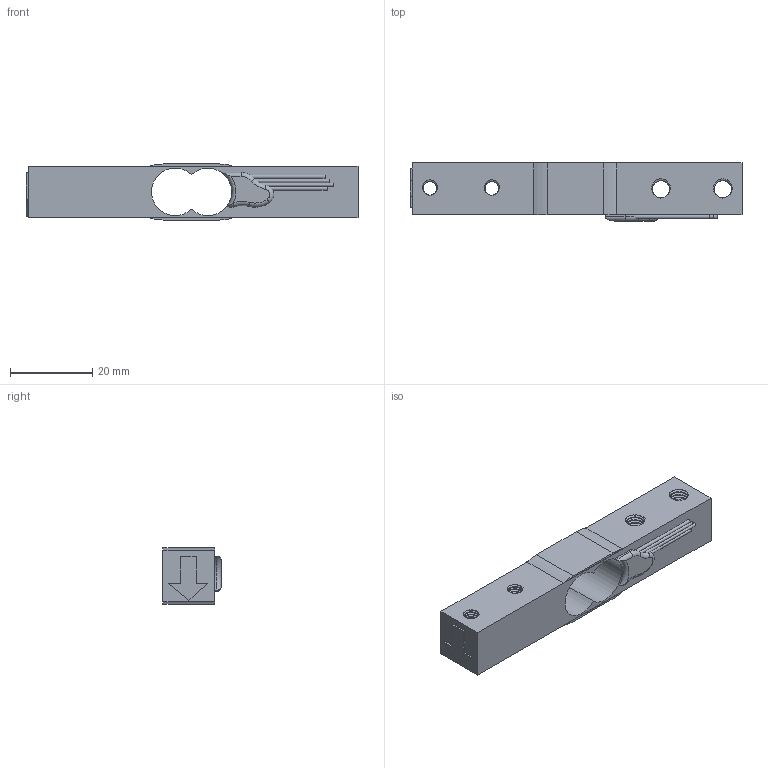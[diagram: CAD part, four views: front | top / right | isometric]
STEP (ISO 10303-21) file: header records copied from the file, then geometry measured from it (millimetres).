
FILE_DESCRIPTION(/* description */ (''),/* implementation_level */ '2;1');
FILE_NAME(/* name */ '1Kg Load cell v3.step',/* time_stamp */ '2021-08-24T23:07:20-04:00',/* author */ (''),/* organization */ (''),/* preprocessor_version */ 'ST-DEVELOPER v18.1',/* originating_system */ 'Autodesk Translation Framework v10.10.0.1391',/* authorisation */ '');
FILE_SCHEMA (('AUTOMOTIVE_DESIGN { 1 0 10303 214 3 1 1 }'));
Length unit declared in the file: millimetre
Products named in the file (7): 1Kg Load cell; white material; arrow; black wire; green wire; white wire; Red wire
Assembly tree (6 placements, depth 2):
  1Kg Load cell
    white material
    arrow
    black wire
    green wire
    white wire
    Red wire
Bounding box: 80.5 x 14.1 x 13.6 mm (x, y, z)
Volume: 10042.8 mm3; surface area: 7156.3 mm2
Topology: 9 solids, 9 shells, 212 faces, 574 edges, 380 vertices
Faces by surface type: cylinder 162, plane 35, bspline 8, torus 7
Full cylindrical faces by diameter (mm): 0.8 x3, 3.332 x18, 4.109 x10, 4.234 x14, 5.12 x8
Entity records: 15419 total; most frequent: CARTESIAN_POINT 10375, ORIENTED_EDGE 1148, DIRECTION 769, EDGE_CURVE 574, VERTEX_POINT 380, B_SPLINE_CURVE_WITH_KNOTS 305, AXIS2_PLACEMENT_3D 282, EDGE_LOOP 222
